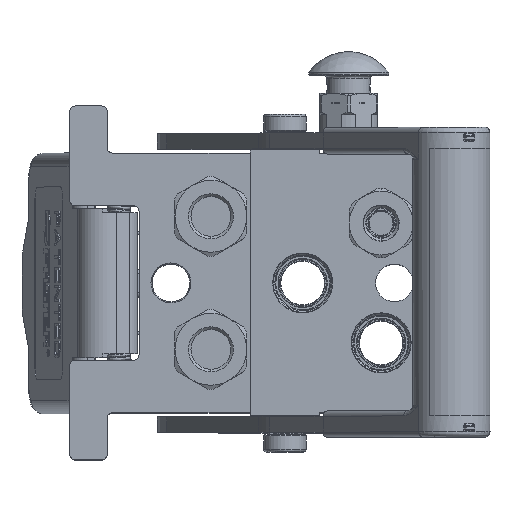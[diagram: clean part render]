
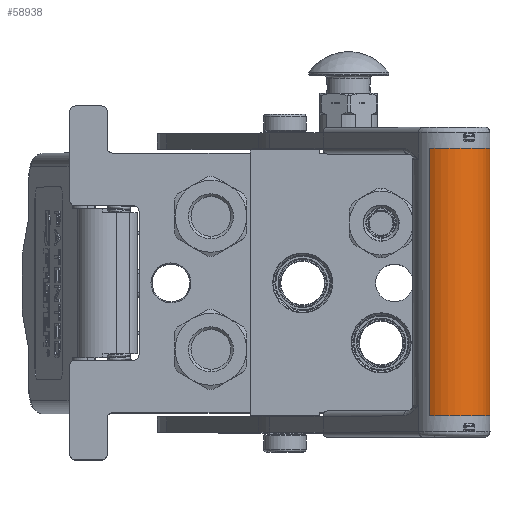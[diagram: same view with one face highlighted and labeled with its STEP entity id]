
A CAD part, top view. The second image highlights one B-rep face of the part: STEP entity #58938.
In plain terms, the highlighted cylindrical face has radius 14.5 mm (diameter 29 mm), a partial arc.
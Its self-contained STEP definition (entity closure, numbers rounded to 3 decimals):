
#4347 = CIRCLE ( 'NONE', #103093, 14.5 ) ;
#5059 = DIRECTION ( 'NONE',  ( -1., 0., 0. ) ) ;
#6976 = EDGE_LOOP ( 'NONE', ( #122027, #21446, #42079, #39301, #19172, #120205, #46363, #114771, #48243 ) ) ;
#7888 = VERTEX_POINT ( 'NONE', #38656 ) ;
#8276 = CARTESIAN_POINT ( 'NONE',  ( -46., -7.576, -12.363 ) ) ;
#12379 = CARTESIAN_POINT ( 'NONE',  ( -46., 0., -14.5 ) ) ;
#14878 = EDGE_CURVE ( 'NONE', #51892, #107335, #82840, .T. ) ;
#16414 = EDGE_CURVE ( 'NONE', #64607, #7888, #127203, .T. ) ;
#19172 = ORIENTED_EDGE ( 'NONE', *, *, #16414, .T. ) ;
#21446 = ORIENTED_EDGE ( 'NONE', *, *, #40998, .T. ) ;
#22549 = DIRECTION ( 'NONE',  ( 1., 0., 0. ) ) ;
#23101 = DIRECTION ( 'NONE',  ( 1., 0., 0. ) ) ;
#25228 = CIRCLE ( 'NONE', #85845, 14.5 ) ;
#25241 = AXIS2_PLACEMENT_3D ( 'NONE', #45872, #22549, #108109 ) ;
#25672 = VECTOR ( 'NONE', #100706, 1000. ) ;
#26787 = CARTESIAN_POINT ( 'NONE',  ( 46.5, -7.111, -12.636 ) ) ;
#29129 = DIRECTION ( 'NONE',  ( -1., 0., 0. ) ) ;
#31827 = VECTOR ( 'NONE', #36058, 1000. ) ;
#32821 = CARTESIAN_POINT ( 'NONE',  ( -50., 0., 14.5 ) ) ;
#33483 = DIRECTION ( 'NONE',  ( -1., 0., 0. ) ) ;
#33784 = EDGE_CURVE ( 'NONE', #107335, #114631, #110965, .T. ) ;
#35753 = CARTESIAN_POINT ( 'NONE',  ( -50., 0., 0. ) ) ;
#36058 = DIRECTION ( 'NONE',  ( 1., 0., 0. ) ) ;
#37248 = CARTESIAN_POINT ( 'NONE',  ( 50.5, 0., 0. ) ) ;
#38656 = CARTESIAN_POINT ( 'NONE',  ( 50.5, 0., 14.5 ) ) ;
#39126 = VERTEX_POINT ( 'NONE', #128836 ) ;
#39301 = ORIENTED_EDGE ( 'NONE', *, *, #108671, .T. ) ;
#40998 = EDGE_CURVE ( 'NONE', #83663, #64288, #4347, .T. ) ;
#42079 = ORIENTED_EDGE ( 'NONE', *, *, #101867, .T. ) ;
#45872 = CARTESIAN_POINT ( 'NONE',  ( -50., 0., 0. ) ) ;
#46309 = CARTESIAN_POINT ( 'NONE',  ( -50., 0., 14.5 ) ) ;
#46363 = ORIENTED_EDGE ( 'NONE', *, *, #14878, .T. ) ;
#46703 = CARTESIAN_POINT ( 'NONE',  ( -50., -7.576, -12.363 ) ) ;
#48243 = ORIENTED_EDGE ( 'NONE', *, *, #60889, .T. ) ;
#48535 = CARTESIAN_POINT ( 'NONE',  ( 50.5, -7.576, -12.363 ) ) ;
#51892 = VERTEX_POINT ( 'NONE', #32821 ) ;
#54449 = VECTOR ( 'NONE', #126931, 1000. ) ;
#56912 = LINE ( 'NONE', #46309, #31827 ) ;
#58938 = ADVANCED_FACE ( 'NONE', ( #89154 ), #85756, .T. ) ;
#60889 = EDGE_CURVE ( 'NONE', #114631, #83353, #25228, .T. ) ;
#64288 = VERTEX_POINT ( 'NONE', #26787 ) ;
#64607 = VERTEX_POINT ( 'NONE', #48535 ) ;
#67838 = LINE ( 'NONE', #104505, #54449 ) ;
#67976 = CARTESIAN_POINT ( 'NONE',  ( -50., -7.576, -12.363 ) ) ;
#68747 = EDGE_CURVE ( 'NONE', #51892, #7888, #56912, .T. ) ;
#70332 = DIRECTION ( 'NONE',  ( 0., -0.522, -0.853 ) ) ;
#70667 = CARTESIAN_POINT ( 'NONE',  ( 46.5, 0., 0. ) ) ;
#75550 = CARTESIAN_POINT ( 'NONE',  ( 46.5, 0., 0. ) ) ;
#75768 = CARTESIAN_POINT ( 'NONE',  ( -46., 0., -14.5 ) ) ;
#79183 = AXIS2_PLACEMENT_3D ( 'NONE', #75550, #33483, #119518 ) ;
#82840 = CIRCLE ( 'NONE', #25241, 14.5 ) ;
#83353 = VERTEX_POINT ( 'NONE', #75768 ) ;
#83663 = VERTEX_POINT ( 'NONE', #100930 ) ;
#85756 = CYLINDRICAL_SURFACE ( 'NONE', #95692, 14.5 ) ;
#85845 = AXIS2_PLACEMENT_3D ( 'NONE', #126376, #93152, #136162 ) ;
#88079 = DIRECTION ( 'NONE',  ( 0., 0., -1. ) ) ;
#89154 = FACE_OUTER_BOUND ( 'NONE', #6976, .T. ) ;
#93152 = DIRECTION ( 'NONE',  ( 1., 0., 0. ) ) ;
#95692 = AXIS2_PLACEMENT_3D ( 'NONE', #35753, #97928, #88079 ) ;
#97135 = CIRCLE ( 'NONE', #79183, 14.5 ) ;
#97928 = DIRECTION ( 'NONE',  ( -1., 0., 0. ) ) ;
#100706 = DIRECTION ( 'NONE',  ( 1., 0., 0. ) ) ;
#100930 = CARTESIAN_POINT ( 'NONE',  ( 46.5, 0., -14.5 ) ) ;
#101867 = EDGE_CURVE ( 'NONE', #64288, #39126, #97135, .T. ) ;
#103093 = AXIS2_PLACEMENT_3D ( 'NONE', #70667, #29129, #124029 ) ;
#104505 = CARTESIAN_POINT ( 'NONE',  ( 46.5, -7.576, -12.363 ) ) ;
#107335 = VERTEX_POINT ( 'NONE', #46703 ) ;
#108109 = DIRECTION ( 'NONE',  ( 0., 0., 1. ) ) ;
#108671 = EDGE_CURVE ( 'NONE', #39126, #64607, #67838, .T. ) ;
#110965 = LINE ( 'NONE', #67976, #25672 ) ;
#111934 = EDGE_CURVE ( 'NONE', #83353, #83663, #128920, .T. ) ;
#114631 = VERTEX_POINT ( 'NONE', #8276 ) ;
#114771 = ORIENTED_EDGE ( 'NONE', *, *, #33784, .T. ) ;
#119518 = DIRECTION ( 'NONE',  ( 0., 0., -1. ) ) ;
#120205 = ORIENTED_EDGE ( 'NONE', *, *, #68747, .F. ) ;
#122027 = ORIENTED_EDGE ( 'NONE', *, *, #111934, .T. ) ;
#124029 = DIRECTION ( 'NONE',  ( 0., 0., -1. ) ) ;
#125580 = VECTOR ( 'NONE', #23101, 1000. ) ;
#126376 = CARTESIAN_POINT ( 'NONE',  ( -46., 0., 0. ) ) ;
#126931 = DIRECTION ( 'NONE',  ( 1., 0., 0. ) ) ;
#127203 = CIRCLE ( 'NONE', #137489, 14.5 ) ;
#128836 = CARTESIAN_POINT ( 'NONE',  ( 46.5, -7.576, -12.363 ) ) ;
#128920 = LINE ( 'NONE', #12379, #125580 ) ;
#136162 = DIRECTION ( 'NONE',  ( 0., -0.522, -0.853 ) ) ;
#137489 = AXIS2_PLACEMENT_3D ( 'NONE', #37248, #5059, #70332 ) ;
